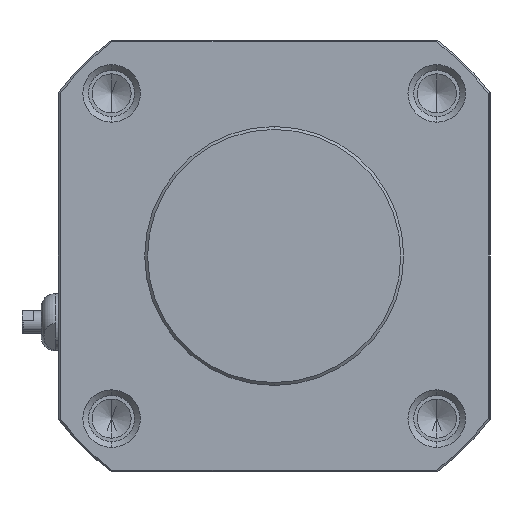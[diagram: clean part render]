
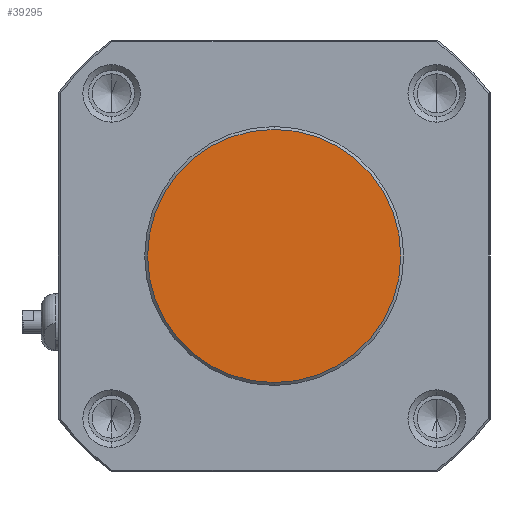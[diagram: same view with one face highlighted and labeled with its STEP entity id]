
A CAD part, left-side view. The second image highlights one B-rep face of the part: STEP entity #39295.
In plain terms, the highlighted planar face has unit normal (-1, 0, 0).
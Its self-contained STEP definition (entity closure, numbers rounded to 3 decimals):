
#378 = CIRCLE ( 'NONE', #23366, 22. ) ;
#1021 = FACE_OUTER_BOUND ( 'NONE', #5278, .T. ) ;
#3818 = CARTESIAN_POINT ( 'NONE',  ( 23., 0., 22. ) ) ;
#3846 = EDGE_CURVE ( 'NONE', #27387, #14163, #378, .T. ) ;
#4294 = DIRECTION ( 'NONE',  ( 0., 0., 1. ) ) ;
#5278 = EDGE_LOOP ( 'NONE', ( #9353, #20102 ) ) ;
#6595 = AXIS2_PLACEMENT_3D ( 'NONE', #7388, #32520, #4294 ) ;
#7388 = CARTESIAN_POINT ( 'NONE',  ( 23., 0., 0. ) ) ;
#9353 = ORIENTED_EDGE ( 'NONE', *, *, #10628, .T. ) ;
#10628 = EDGE_CURVE ( 'NONE', #14163, #27387, #31896, .T. ) ;
#12015 = DIRECTION ( 'NONE',  ( 0., 0., 1. ) ) ;
#14163 = VERTEX_POINT ( 'NONE', #23540 ) ;
#17286 = CARTESIAN_POINT ( 'NONE',  ( 23., 0., 0. ) ) ;
#20102 = ORIENTED_EDGE ( 'NONE', *, *, #3846, .T. ) ;
#23026 = PLANE ( 'NONE',  #6595 ) ;
#23366 = AXIS2_PLACEMENT_3D ( 'NONE', #17286, #29857, #36047 ) ;
#23540 = CARTESIAN_POINT ( 'NONE',  ( 23., 0., -22. ) ) ;
#27387 = VERTEX_POINT ( 'NONE', #3818 ) ;
#27448 = DIRECTION ( 'NONE',  ( -1., 0., 0. ) ) ;
#29857 = DIRECTION ( 'NONE',  ( -1., 0., 0. ) ) ;
#31896 = CIRCLE ( 'NONE', #36510, 22. ) ;
#32520 = DIRECTION ( 'NONE',  ( -1., 0., 0. ) ) ;
#36047 = DIRECTION ( 'NONE',  ( 0., 0., 1. ) ) ;
#36510 = AXIS2_PLACEMENT_3D ( 'NONE', #39820, #27448, #12015 ) ;
#39295 = ADVANCED_FACE ( 'NONE', ( #1021 ), #23026, .T. ) ;
#39820 = CARTESIAN_POINT ( 'NONE',  ( 23., 0., 0. ) ) ;
